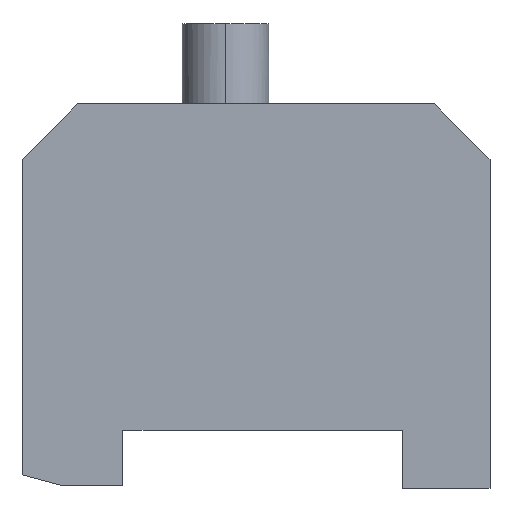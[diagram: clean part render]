
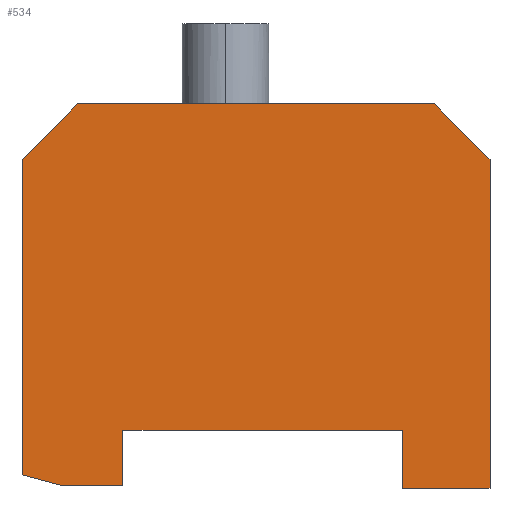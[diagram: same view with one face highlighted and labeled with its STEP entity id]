
A CAD part, left-side view. The second image highlights one B-rep face of the part: STEP entity #534.
In plain terms, the highlighted planar face has unit normal (-1, 0, 0).
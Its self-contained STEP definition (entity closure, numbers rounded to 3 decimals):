
#458=AXIS2_PLACEMENT_3D('Plane Axis2P3D',#455,#456,#457) ;
#206=CARTESIAN_POINT('Vertex',(0.,6.45,44.35)) ;
#222=CARTESIAN_POINT('Vertex',(0.,47.55,44.35)) ;
#225=CARTESIAN_POINT('Line Origine',(0.,27.,44.35)) ;
#436=CARTESIAN_POINT('Line Origine',(0.,50.775,41.125)) ;
#440=CARTESIAN_POINT('Vertex',(0.,54.,37.9)) ;
#455=CARTESIAN_POINT('Axis2P3D Location',(0.,27.,6.7)) ;
#460=CARTESIAN_POINT('Line Origine',(0.,51.775,0.946)) ;
#464=CARTESIAN_POINT('Vertex',(0.,54.,1.542)) ;
#466=CARTESIAN_POINT('Vertex',(0.,49.55,0.35)) ;
#469=CARTESIAN_POINT('Line Origine',(0.,45.95,0.35)) ;
#473=CARTESIAN_POINT('Vertex',(0.,42.35,0.35)) ;
#476=CARTESIAN_POINT('Line Origine',(0.,42.35,3.525)) ;
#480=CARTESIAN_POINT('Vertex',(0.,42.35,6.7)) ;
#483=CARTESIAN_POINT('Line Origine',(0.,26.227,6.7)) ;
#487=CARTESIAN_POINT('Vertex',(0.,10.104,6.7)) ;
#490=CARTESIAN_POINT('Line Origine',(0.,10.104,3.35)) ;
#494=CARTESIAN_POINT('Vertex',(0.,10.104,0.)) ;
#497=CARTESIAN_POINT('Line Origine',(0.,5.052,0.)) ;
#501=CARTESIAN_POINT('Vertex',(0.,0.,0.)) ;
#504=CARTESIAN_POINT('Line Origine',(0.,0.,18.95)) ;
#508=CARTESIAN_POINT('Vertex',(0.,0.,37.9)) ;
#511=CARTESIAN_POINT('Line Origine',(0.,3.225,41.125)) ;
#516=CARTESIAN_POINT('Line Origine',(0.,54.,19.721)) ;
#226=DIRECTION('Vector Direction',(0.,-1.,0.)) ;
#437=DIRECTION('Vector Direction',(0.,0.707,-0.707)) ;
#456=DIRECTION('Axis2P3D Direction',(-1.,0.,0.)) ;
#457=DIRECTION('Axis2P3D XDirection',(0.,-1.,0.)) ;
#461=DIRECTION('Vector Direction',(0.,0.966,0.259)) ;
#470=DIRECTION('Vector Direction',(0.,1.,0.)) ;
#477=DIRECTION('Vector Direction',(0.,0.,1.)) ;
#484=DIRECTION('Vector Direction',(0.,1.,0.)) ;
#491=DIRECTION('Vector Direction',(0.,0.,-1.)) ;
#498=DIRECTION('Vector Direction',(0.,-1.,0.)) ;
#505=DIRECTION('Vector Direction',(0.,0.,1.)) ;
#512=DIRECTION('Vector Direction',(0.,0.707,0.707)) ;
#517=DIRECTION('Vector Direction',(0.,0.,1.)) ;
#227=VECTOR('Line Direction',#226,1.) ;
#438=VECTOR('Line Direction',#437,1.) ;
#462=VECTOR('Line Direction',#461,1.) ;
#471=VECTOR('Line Direction',#470,1.) ;
#478=VECTOR('Line Direction',#477,1.) ;
#485=VECTOR('Line Direction',#484,1.) ;
#492=VECTOR('Line Direction',#491,1.) ;
#499=VECTOR('Line Direction',#498,1.) ;
#506=VECTOR('Line Direction',#505,1.) ;
#513=VECTOR('Line Direction',#512,1.) ;
#518=VECTOR('Line Direction',#517,1.) ;
#522=ORIENTED_EDGE('',*,*,#468,.T.) ;
#523=ORIENTED_EDGE('',*,*,#475,.T.) ;
#524=ORIENTED_EDGE('',*,*,#482,.T.) ;
#525=ORIENTED_EDGE('',*,*,#489,.T.) ;
#526=ORIENTED_EDGE('',*,*,#496,.T.) ;
#527=ORIENTED_EDGE('',*,*,#503,.T.) ;
#528=ORIENTED_EDGE('',*,*,#510,.T.) ;
#529=ORIENTED_EDGE('',*,*,#515,.T.) ;
#530=ORIENTED_EDGE('',*,*,#229,.F.) ;
#531=ORIENTED_EDGE('',*,*,#442,.T.) ;
#532=ORIENTED_EDGE('',*,*,#520,.T.) ;
#534=ADVANCED_FACE('Manifold Brep',(#533),#459,.T.) ;
#229=EDGE_CURVE('',#223,#207,#228,.T.) ;
#442=EDGE_CURVE('',#223,#441,#439,.T.) ;
#468=EDGE_CURVE('',#465,#467,#463,.F.) ;
#475=EDGE_CURVE('',#467,#474,#472,.F.) ;
#482=EDGE_CURVE('',#474,#481,#479,.T.) ;
#489=EDGE_CURVE('',#481,#488,#486,.F.) ;
#496=EDGE_CURVE('',#488,#495,#493,.T.) ;
#503=EDGE_CURVE('',#495,#502,#500,.T.) ;
#510=EDGE_CURVE('',#502,#509,#507,.T.) ;
#515=EDGE_CURVE('',#509,#207,#514,.T.) ;
#520=EDGE_CURVE('',#441,#465,#519,.F.) ;
#521=EDGE_LOOP('',(#522,#523,#524,#525,#526,#527,#528,#529,#530,#531,#532)) ;
#533=FACE_OUTER_BOUND('',#521,.T.) ;
#228=LINE('Line',#225,#227) ;
#439=LINE('Line',#436,#438) ;
#463=LINE('Line',#460,#462) ;
#472=LINE('Line',#469,#471) ;
#479=LINE('Line',#476,#478) ;
#486=LINE('Line',#483,#485) ;
#493=LINE('Line',#490,#492) ;
#500=LINE('Line',#497,#499) ;
#507=LINE('Line',#504,#506) ;
#514=LINE('Line',#511,#513) ;
#519=LINE('Line',#516,#518) ;
#459=PLANE('',#458) ;
#207=VERTEX_POINT('',#206) ;
#223=VERTEX_POINT('',#222) ;
#441=VERTEX_POINT('',#440) ;
#465=VERTEX_POINT('',#464) ;
#467=VERTEX_POINT('',#466) ;
#474=VERTEX_POINT('',#473) ;
#481=VERTEX_POINT('',#480) ;
#488=VERTEX_POINT('',#487) ;
#495=VERTEX_POINT('',#494) ;
#502=VERTEX_POINT('',#501) ;
#509=VERTEX_POINT('',#508) ;
